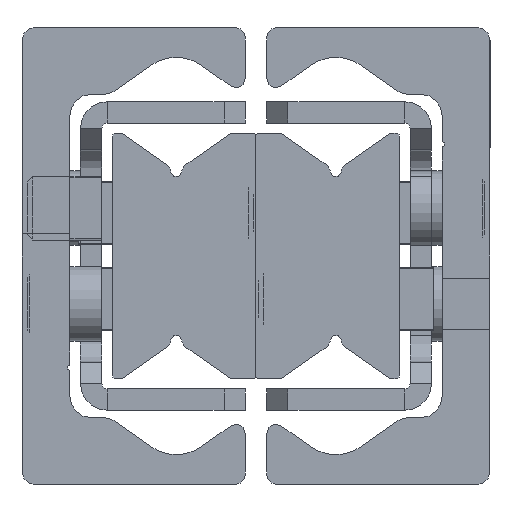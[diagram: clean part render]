
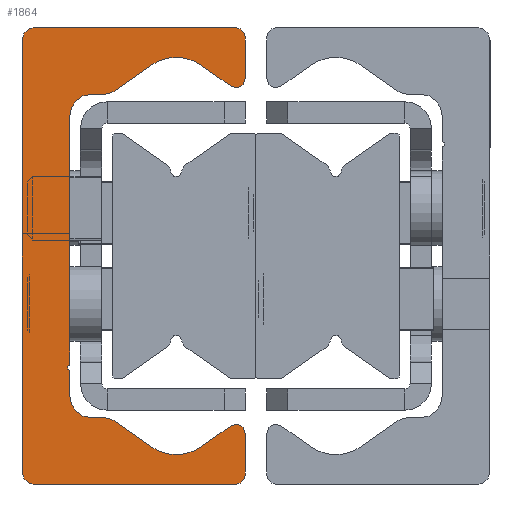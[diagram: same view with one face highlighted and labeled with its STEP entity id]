
A CAD part, left-side view. The second image highlights one B-rep face of the part: STEP entity #1864.
In plain terms, the highlighted planar face has unit normal (-1, 0, 0).
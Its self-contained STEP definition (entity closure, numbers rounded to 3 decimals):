
#907=CARTESIAN_POINT('',(0.0,9.25,-21.5));
#908=VERTEX_POINT('',#907);
#915=CARTESIAN_POINT('',(0.0,10.5,-20.25));
#916=VERTEX_POINT('',#915);
#917=CARTESIAN_POINT('',(0.0,9.25,-20.25));
#918=DIRECTION('',(1.0,0.0,0.0));
#919=DIRECTION('',(0.0,0.0,-1.0));
#920=AXIS2_PLACEMENT_3D('',#917,#918,#919);
#921=CIRCLE('',#920,1.25);
#922=EDGE_CURVE('',#908,#916,#921,.T.);
#946=CARTESIAN_POINT('',(0.0,-9.5,-21.5));
#947=VERTEX_POINT('',#946);
#954=CARTESIAN_POINT('',(0.0,-9.5,-21.5));
#955=DIRECTION('',(0.0,1.0,0.0));
#956=VECTOR('',#955,18.75);
#957=LINE('',#954,#956);
#958=EDGE_CURVE('',#947,#908,#957,.T.);
#978=CARTESIAN_POINT('',(0.0,-10.5,-20.5));
#979=VERTEX_POINT('',#978);
#986=CARTESIAN_POINT('',(0.0,-9.5,-20.5));
#987=DIRECTION('',(1.0,0.0,0.0));
#988=DIRECTION('',(0.0,-1.0,0.0));
#989=AXIS2_PLACEMENT_3D('',#986,#987,#988);
#990=CIRCLE('',#989,1.);
#991=EDGE_CURVE('',#979,#947,#990,.T.);
#1010=CARTESIAN_POINT('',(0.0,-10.5,-16.65));
#1011=VERTEX_POINT('',#1010);
#1018=CARTESIAN_POINT('',(0.0,-10.5,-16.65));
#1019=DIRECTION('',(0.0,0.0,-1.0));
#1020=VECTOR('',#1019,3.85);
#1021=LINE('',#1018,#1020);
#1022=EDGE_CURVE('',#1011,#979,#1021,.T.);
#1042=CARTESIAN_POINT('',(0.0,-9.162,-15.954));
#1043=VERTEX_POINT('',#1042);
#1050=CARTESIAN_POINT('',(0.0,-9.65,-16.65));
#1051=DIRECTION('',(1.0,0.0,0.0));
#1052=DIRECTION('',(0.0,0.574,0.819));
#1053=AXIS2_PLACEMENT_3D('',#1050,#1051,#1052);
#1054=CIRCLE('',#1053,0.85);
#1055=EDGE_CURVE('',#1043,#1011,#1054,.T.);
#1074=CARTESIAN_POINT('',(0.0,-6.294,-17.962));
#1075=VERTEX_POINT('',#1074);
#1082=CARTESIAN_POINT('',(0.0,-6.294,-17.962));
#1083=DIRECTION('',(0.0,-0.819,0.574));
#1084=VECTOR('',#1083,3.501);
#1085=LINE('',#1082,#1084);
#1086=EDGE_CURVE('',#1075,#1043,#1085,.T.);
#1106=CARTESIAN_POINT('',(0.0,-1.706,-17.962));
#1107=VERTEX_POINT('',#1106);
#1114=CARTESIAN_POINT('',(0.0,-4.0,-14.685));
#1115=DIRECTION('',(-1.0,0.0,0.0));
#1116=DIRECTION('',(0.0,0.574,0.819));
#1117=AXIS2_PLACEMENT_3D('',#1114,#1115,#1116);
#1118=CIRCLE('',#1117,4.0);
#1119=EDGE_CURVE('',#1107,#1075,#1118,.T.);
#1138=CARTESIAN_POINT('',(0.0,1.722,-15.562));
#1139=VERTEX_POINT('',#1138);
#1146=CARTESIAN_POINT('',(0.0,1.722,-15.562));
#1147=DIRECTION('',(0.0,-0.819,-0.574));
#1148=VECTOR('',#1147,4.185);
#1149=LINE('',#1146,#1148);
#1150=EDGE_CURVE('',#1139,#1107,#1149,.T.);
#1170=CARTESIAN_POINT('',(0.0,2.869,-15.2));
#1171=VERTEX_POINT('',#1170);
#1178=CARTESIAN_POINT('',(0.0,2.869,-17.2));
#1179=DIRECTION('',(1.0,0.0,0.0));
#1180=DIRECTION('',(0.0,0.0,1.0));
#1181=AXIS2_PLACEMENT_3D('',#1178,#1179,#1180);
#1182=CIRCLE('',#1181,2.0);
#1183=EDGE_CURVE('',#1171,#1139,#1182,.T.);
#1202=CARTESIAN_POINT('',(0.0,4.,-15.2));
#1203=VERTEX_POINT('',#1202);
#1210=CARTESIAN_POINT('',(0.0,4.,-15.2));
#1211=DIRECTION('',(0.0,-1.0,0.0));
#1212=VECTOR('',#1211,1.131);
#1213=LINE('',#1210,#1212);
#1214=EDGE_CURVE('',#1203,#1171,#1213,.T.);
#1234=CARTESIAN_POINT('',(0.0,6.,-13.2));
#1235=VERTEX_POINT('',#1234);
#1242=CARTESIAN_POINT('',(0.0,4.,-13.2));
#1243=DIRECTION('',(-1.0,0.0,0.0));
#1244=DIRECTION('',(0.0,0.0,1.0));
#1245=AXIS2_PLACEMENT_3D('',#1242,#1243,#1244);
#1246=CIRCLE('',#1245,2.0);
#1247=EDGE_CURVE('',#1235,#1203,#1246,.T.);
#1266=CARTESIAN_POINT('',(0.0,6.,-10.75));
#1267=VERTEX_POINT('',#1266);
#1274=CARTESIAN_POINT('',(0.0,6.,-10.75));
#1275=DIRECTION('',(0.0,0.0,-1.0));
#1276=VECTOR('',#1275,2.45);
#1277=LINE('',#1274,#1276);
#1278=EDGE_CURVE('',#1267,#1235,#1277,.T.);
#1298=CARTESIAN_POINT('',(0.0,6.,-10.25));
#1299=VERTEX_POINT('',#1298);
#1306=CARTESIAN_POINT('',(0.0,6.,-10.5));
#1307=DIRECTION('',(-1.0,0.0,0.0));
#1308=DIRECTION('',(0.0,0.0,1.0));
#1309=AXIS2_PLACEMENT_3D('',#1306,#1307,#1308);
#1310=CIRCLE('',#1309,0.25);
#1311=EDGE_CURVE('',#1299,#1267,#1310,.T.);
#1330=CARTESIAN_POINT('',(0.0,6.,13.2));
#1331=VERTEX_POINT('',#1330);
#1338=CARTESIAN_POINT('',(0.0,6.,13.2));
#1339=DIRECTION('',(0.0,0.0,-1.0));
#1340=VECTOR('',#1339,23.45);
#1341=LINE('',#1338,#1340);
#1342=EDGE_CURVE('',#1331,#1299,#1341,.T.);
#1416=CARTESIAN_POINT('',(0.0,4.,15.2));
#1417=VERTEX_POINT('',#1416);
#1424=CARTESIAN_POINT('',(0.0,4.,13.2));
#1425=DIRECTION('',(-1.0,0.0,0.0));
#1426=DIRECTION('',(0.0,-1.0,0.0));
#1427=AXIS2_PLACEMENT_3D('',#1424,#1425,#1426);
#1428=CIRCLE('',#1427,2.0);
#1429=EDGE_CURVE('',#1417,#1331,#1428,.T.);
#1448=CARTESIAN_POINT('',(0.0,2.869,15.2));
#1449=VERTEX_POINT('',#1448);
#1456=CARTESIAN_POINT('',(0.0,2.869,15.2));
#1457=DIRECTION('',(0.0,1.0,0.0));
#1458=VECTOR('',#1457,1.131);
#1459=LINE('',#1456,#1458);
#1460=EDGE_CURVE('',#1449,#1417,#1459,.T.);
#1480=CARTESIAN_POINT('',(0.0,1.722,15.562));
#1481=VERTEX_POINT('',#1480);
#1488=CARTESIAN_POINT('',(0.0,2.869,17.2));
#1489=DIRECTION('',(1.0,0.0,0.0));
#1490=DIRECTION('',(0.0,-0.574,-0.819));
#1491=AXIS2_PLACEMENT_3D('',#1488,#1489,#1490);
#1492=CIRCLE('',#1491,2.0);
#1493=EDGE_CURVE('',#1481,#1449,#1492,.T.);
#1512=CARTESIAN_POINT('',(0.0,-1.706,17.962));
#1513=VERTEX_POINT('',#1512);
#1520=CARTESIAN_POINT('',(0.0,-1.706,17.962));
#1521=DIRECTION('',(0.0,0.819,-0.574));
#1522=VECTOR('',#1521,4.185);
#1523=LINE('',#1520,#1522);
#1524=EDGE_CURVE('',#1513,#1481,#1523,.T.);
#1544=CARTESIAN_POINT('',(0.0,-6.294,17.962));
#1545=VERTEX_POINT('',#1544);
#1552=CARTESIAN_POINT('',(0.0,-4.0,14.685));
#1553=DIRECTION('',(-1.0,0.0,0.0));
#1554=DIRECTION('',(0.0,-0.574,-0.819));
#1555=AXIS2_PLACEMENT_3D('',#1552,#1553,#1554);
#1556=CIRCLE('',#1555,4.0);
#1557=EDGE_CURVE('',#1545,#1513,#1556,.T.);
#1576=CARTESIAN_POINT('',(0.0,-9.162,15.954));
#1577=VERTEX_POINT('',#1576);
#1584=CARTESIAN_POINT('',(0.0,-9.162,15.954));
#1585=DIRECTION('',(0.0,0.819,0.574));
#1586=VECTOR('',#1585,3.501);
#1587=LINE('',#1584,#1586);
#1588=EDGE_CURVE('',#1577,#1545,#1587,.T.);
#1608=CARTESIAN_POINT('',(0.0,-10.5,16.65));
#1609=VERTEX_POINT('',#1608);
#1616=CARTESIAN_POINT('',(0.0,-9.65,16.65));
#1617=DIRECTION('',(1.0,0.0,0.0));
#1618=DIRECTION('',(0.0,-1.0,0.0));
#1619=AXIS2_PLACEMENT_3D('',#1616,#1617,#1618);
#1620=CIRCLE('',#1619,0.85);
#1621=EDGE_CURVE('',#1609,#1577,#1620,.T.);
#1640=CARTESIAN_POINT('',(0.0,-10.5,20.5));
#1641=VERTEX_POINT('',#1640);
#1648=CARTESIAN_POINT('',(0.0,-10.5,20.5));
#1649=DIRECTION('',(0.0,0.0,-1.0));
#1650=VECTOR('',#1649,3.85);
#1651=LINE('',#1648,#1650);
#1652=EDGE_CURVE('',#1641,#1609,#1651,.T.);
#1672=CARTESIAN_POINT('',(0.0,-9.5,21.5));
#1673=VERTEX_POINT('',#1672);
#1680=CARTESIAN_POINT('',(0.0,-9.5,20.5));
#1681=DIRECTION('',(1.0,0.0,0.0));
#1682=DIRECTION('',(0.0,0.0,1.0));
#1683=AXIS2_PLACEMENT_3D('',#1680,#1681,#1682);
#1684=CIRCLE('',#1683,1.);
#1685=EDGE_CURVE('',#1673,#1641,#1684,.T.);
#1704=CARTESIAN_POINT('',(0.0,9.25,21.5));
#1705=VERTEX_POINT('',#1704);
#1712=CARTESIAN_POINT('',(0.0,9.25,21.5));
#1713=DIRECTION('',(0.0,-1.0,0.0));
#1714=VECTOR('',#1713,18.75);
#1715=LINE('',#1712,#1714);
#1716=EDGE_CURVE('',#1705,#1673,#1715,.T.);
#1736=CARTESIAN_POINT('',(0.0,10.5,20.25));
#1737=VERTEX_POINT('',#1736);
#1744=CARTESIAN_POINT('',(0.0,9.25,20.25));
#1745=DIRECTION('',(1.0,0.0,0.0));
#1746=DIRECTION('',(0.0,1.0,0.0));
#1747=AXIS2_PLACEMENT_3D('',#1744,#1745,#1746);
#1748=CIRCLE('',#1747,1.25);
#1749=EDGE_CURVE('',#1737,#1705,#1748,.T.);
#1767=CARTESIAN_POINT('',(0.0,10.5,-20.25));
#1768=DIRECTION('',(0.0,0.0,1.0));
#1769=VECTOR('',#1768,40.5);
#1770=LINE('',#1767,#1769);
#1771=EDGE_CURVE('',#916,#1737,#1770,.T.);
#1831=CARTESIAN_POINT('',(0.0,2.66,-0.019));
#1832=DIRECTION('',(1.0,0.0,0.0));
#1833=DIRECTION('',(0.0,0.0,-1.0));
#1834=AXIS2_PLACEMENT_3D('',#1831,#1832,#1833);
#1835=PLANE('',#1834);
#1836=ORIENTED_EDGE('',*,*,#1771,.F.);
#1837=ORIENTED_EDGE('',*,*,#922,.F.);
#1838=ORIENTED_EDGE('',*,*,#958,.F.);
#1839=ORIENTED_EDGE('',*,*,#991,.F.);
#1840=ORIENTED_EDGE('',*,*,#1022,.F.);
#1841=ORIENTED_EDGE('',*,*,#1055,.F.);
#1842=ORIENTED_EDGE('',*,*,#1086,.F.);
#1843=ORIENTED_EDGE('',*,*,#1119,.F.);
#1844=ORIENTED_EDGE('',*,*,#1150,.F.);
#1845=ORIENTED_EDGE('',*,*,#1183,.F.);
#1846=ORIENTED_EDGE('',*,*,#1214,.F.);
#1847=ORIENTED_EDGE('',*,*,#1247,.F.);
#1848=ORIENTED_EDGE('',*,*,#1278,.F.);
#1849=ORIENTED_EDGE('',*,*,#1311,.F.);
#1850=ORIENTED_EDGE('',*,*,#1342,.F.);
#1851=ORIENTED_EDGE('',*,*,#1429,.F.);
#1852=ORIENTED_EDGE('',*,*,#1460,.F.);
#1853=ORIENTED_EDGE('',*,*,#1493,.F.);
#1854=ORIENTED_EDGE('',*,*,#1524,.F.);
#1855=ORIENTED_EDGE('',*,*,#1557,.F.);
#1856=ORIENTED_EDGE('',*,*,#1588,.F.);
#1857=ORIENTED_EDGE('',*,*,#1621,.F.);
#1858=ORIENTED_EDGE('',*,*,#1652,.F.);
#1859=ORIENTED_EDGE('',*,*,#1685,.F.);
#1860=ORIENTED_EDGE('',*,*,#1716,.F.);
#1861=ORIENTED_EDGE('',*,*,#1749,.F.);
#1862=EDGE_LOOP('',(#1836,#1837,#1838,#1839,#1840,#1841,#1842,#1843,#1844,#1845,#1846,#1847,#1848,#1849,#1850,#1851,#1852,#1853,#1854,#1855,#1856,#1857,#1858,#1859,#1860,#1861));
#1863=FACE_OUTER_BOUND('',#1862,.T.);
#1864=ADVANCED_FACE('',(#1863),#1835,.F.);
